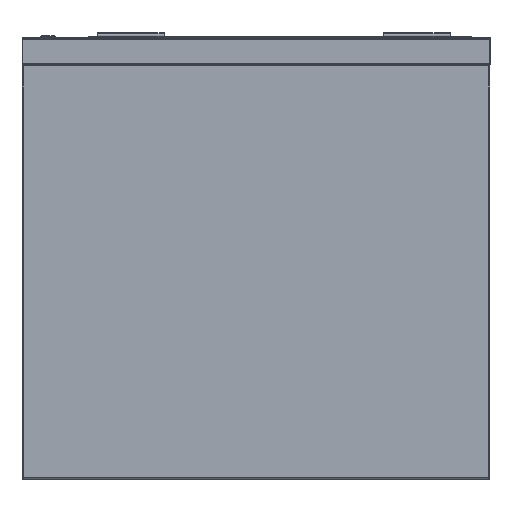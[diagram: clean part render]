
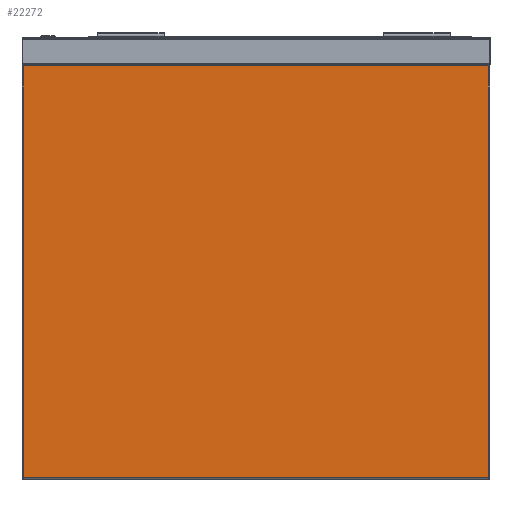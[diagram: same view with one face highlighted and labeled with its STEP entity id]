
A CAD part, left-side view. The second image highlights one B-rep face of the part: STEP entity #22272.
In plain terms, the highlighted planar face has unit normal (-1, 0, 0).
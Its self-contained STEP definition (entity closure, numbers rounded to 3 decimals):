
#639 = CARTESIAN_POINT ( 'NONE',  ( -300., -348., -660. ) ) ;
#961 = EDGE_LOOP ( 'NONE', ( #5569, #10190, #10677, #2082 ) ) ;
#2056 = VERTEX_POINT ( 'NONE', #13189 ) ;
#2082 = ORIENTED_EDGE ( 'NONE', *, *, #10881, .T. ) ;
#2097 = FACE_OUTER_BOUND ( 'NONE', #961, .T. ) ;
#4092 = DIRECTION ( 'NONE',  ( -1., 0., 0. ) ) ;
#5569 = ORIENTED_EDGE ( 'NONE', *, *, #27131, .T. ) ;
#8745 = EDGE_CURVE ( 'NONE', #25022, #2056, #12507, .T. ) ;
#9203 = CARTESIAN_POINT ( 'NONE',  ( -300., -350., -660. ) ) ;
#9366 = PLANE ( 'NONE',  #30662 ) ;
#9929 = VECTOR ( 'NONE', #27650, 1000. ) ;
#10190 = ORIENTED_EDGE ( 'NONE', *, *, #8745, .T. ) ;
#10677 = ORIENTED_EDGE ( 'NONE', *, *, #17771, .T. ) ;
#10763 = VECTOR ( 'NONE', #28288, 1000. ) ;
#10881 = EDGE_CURVE ( 'NONE', #21682, #30978, #20121, .T. ) ;
#11829 = CARTESIAN_POINT ( 'NONE',  ( -300., -348., -658. ) ) ;
#12148 = DIRECTION ( 'NONE',  ( 0., 0., 1. ) ) ;
#12227 = CARTESIAN_POINT ( 'NONE',  ( -300., -350., -658. ) ) ;
#12507 = LINE ( 'NONE', #32566, #9929 ) ;
#12556 = DIRECTION ( 'NONE',  ( 0., -1., 0. ) ) ;
#12832 = LINE ( 'NONE', #639, #24322 ) ;
#13189 = CARTESIAN_POINT ( 'NONE',  ( -300., 348., -42. ) ) ;
#14381 = VECTOR ( 'NONE', #12556, 1000. ) ;
#14761 = CARTESIAN_POINT ( 'NONE',  ( -300., -348., -42. ) ) ;
#15646 = DIRECTION ( 'NONE',  ( 0., 0., 1. ) ) ;
#17771 = EDGE_CURVE ( 'NONE', #2056, #21682, #18237, .T. ) ;
#18237 = LINE ( 'NONE', #20872, #10763 ) ;
#20121 = LINE ( 'NONE', #12227, #14381 ) ;
#20872 = CARTESIAN_POINT ( 'NONE',  ( -300., 348., -660. ) ) ;
#21682 = VERTEX_POINT ( 'NONE', #25975 ) ;
#22272 = ADVANCED_FACE ( 'Fl�che7', ( #2097 ), #9366, .T. ) ;
#24322 = VECTOR ( 'NONE', #15646, 1000. ) ;
#25022 = VERTEX_POINT ( 'NONE', #14761 ) ;
#25975 = CARTESIAN_POINT ( 'NONE',  ( -300., 348., -658. ) ) ;
#27131 = EDGE_CURVE ( 'NONE', #30978, #25022, #12832, .T. ) ;
#27650 = DIRECTION ( 'NONE',  ( 0., 1., 0. ) ) ;
#28288 = DIRECTION ( 'NONE',  ( 0., 0., -1. ) ) ;
#30662 = AXIS2_PLACEMENT_3D ( 'NONE', #9203, #4092, #12148 ) ;
#30978 = VERTEX_POINT ( 'NONE', #11829 ) ;
#32566 = CARTESIAN_POINT ( 'NONE',  ( -300., 350., -42. ) ) ;
